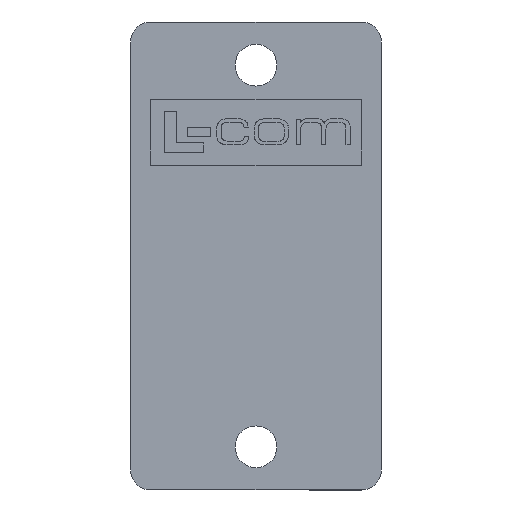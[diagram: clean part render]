
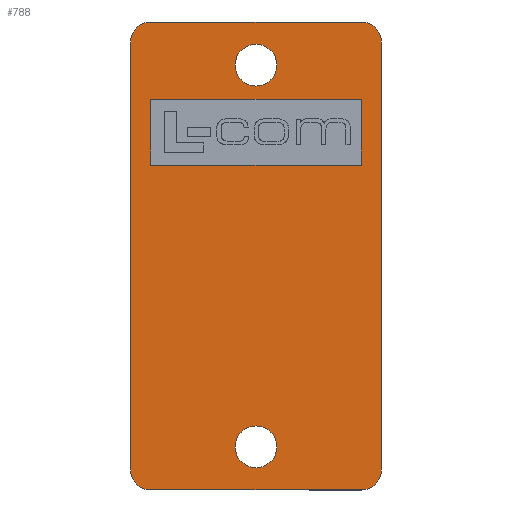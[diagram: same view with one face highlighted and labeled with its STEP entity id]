
A CAD part, top view. The second image highlights one B-rep face of the part: STEP entity #788.
In plain terms, the highlighted planar face has unit normal (0, 0, 1).
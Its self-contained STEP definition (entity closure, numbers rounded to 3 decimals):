
#5 = DIRECTION ( 'NONE',  ( 1., 0., 0. ) ) ;
#73 = EDGE_LOOP ( 'NONE', ( #522, #996, #427, #1270, #2783, #2507, #954, #1367 ) ) ;
#125 = CARTESIAN_POINT ( 'NONE',  ( 0., 14.503, 0. ) ) ;
#126 = VECTOR ( 'NONE', #3228, 1000. ) ;
#173 = EDGE_LOOP ( 'NONE', ( #2457 ) ) ;
#182 = AXIS2_PLACEMENT_3D ( 'NONE', #1799, #211, #2073 ) ;
#183 = DIRECTION ( 'NONE',  ( 1., 0., 0. ) ) ;
#190 = VERTEX_POINT ( 'NONE', #1589 ) ;
#211 = DIRECTION ( 'NONE',  ( 0., 0., 1. ) ) ;
#214 = VECTOR ( 'NONE', #2521, 1000. ) ;
#296 = VERTEX_POINT ( 'NONE', #3049 ) ;
#377 = CARTESIAN_POINT ( 'NONE',  ( -9.525, -16.256, 0. ) ) ;
#379 = VERTEX_POINT ( 'NONE', #2131 ) ;
#386 = DIRECTION ( 'NONE',  ( 1., 0., 0. ) ) ;
#393 = FACE_BOUND ( 'NONE', #3134, .T. ) ;
#407 = EDGE_CURVE ( 'NONE', #3087, #2178, #1415, .T. ) ;
#427 = ORIENTED_EDGE ( 'NONE', *, *, #1591, .T. ) ;
#432 = AXIS2_PLACEMENT_3D ( 'NONE', #3370, #1768, #183 ) ;
#463 = LINE ( 'NONE', #3331, #1871 ) ;
#464 = EDGE_CURVE ( 'NONE', #2767, #2767, #2661, .T. ) ;
#481 = DIRECTION ( 'NONE',  ( 0., 0., 1. ) ) ;
#495 = CARTESIAN_POINT ( 'NONE',  ( 9.525, 16.256, 0. ) ) ;
#522 = ORIENTED_EDGE ( 'NONE', *, *, #750, .T. ) ;
#569 = VECTOR ( 'NONE', #3398, 1000. ) ;
#582 = EDGE_CURVE ( 'NONE', #2690, #2976, #1001, .T. ) ;
#667 = CIRCLE ( 'NONE', #2879, 1.524 ) ;
#682 = CARTESIAN_POINT ( 'NONE',  ( 8.001, -17.78, 0. ) ) ;
#750 = EDGE_CURVE ( 'NONE', #3112, #3087, #2580, .T. ) ;
#788 = ADVANCED_FACE ( 'NONE', ( #393, #2424, #1719, #1794 ), #2850, .T. ) ;
#789 = DIRECTION ( 'NONE',  ( 0., -1., 0. ) ) ;
#790 = VERTEX_POINT ( 'NONE', #1262 ) ;
#833 = CARTESIAN_POINT ( 'NONE',  ( 8.001, 16.256, 0. ) ) ;
#841 = VERTEX_POINT ( 'NONE', #3151 ) ;
#854 = AXIS2_PLACEMENT_3D ( 'NONE', #1518, #3394, #1789 ) ;
#954 = ORIENTED_EDGE ( 'NONE', *, *, #1204, .T. ) ;
#955 = EDGE_CURVE ( 'NONE', #841, #2623, #463, .T. ) ;
#996 = ORIENTED_EDGE ( 'NONE', *, *, #407, .T. ) ;
#1001 = LINE ( 'NONE', #2789, #214 ) ;
#1045 = EDGE_CURVE ( 'NONE', #1990, #1990, #3031, .T. ) ;
#1093 = DIRECTION ( 'NONE',  ( -1., 0., 0. ) ) ;
#1165 = ORIENTED_EDGE ( 'NONE', *, *, #582, .F. ) ;
#1181 = CARTESIAN_POINT ( 'NONE',  ( -8., 11.9, 0. ) ) ;
#1204 = EDGE_CURVE ( 'NONE', #2623, #296, #1555, .T. ) ;
#1229 = DIRECTION ( 'NONE',  ( -1., 0., 0. ) ) ;
#1251 = VECTOR ( 'NONE', #2503, 1000. ) ;
#1262 = CARTESIAN_POINT ( 'NONE',  ( 8., 6.9, 0. ) ) ;
#1270 = ORIENTED_EDGE ( 'NONE', *, *, #3154, .T. ) ;
#1347 = LINE ( 'NONE', #2583, #569 ) ;
#1367 = ORIENTED_EDGE ( 'NONE', *, *, #2801, .T. ) ;
#1415 = LINE ( 'NONE', #2925, #2747 ) ;
#1461 = DIRECTION ( 'NONE',  ( -1., 0., 0. ) ) ;
#1498 = EDGE_CURVE ( 'NONE', #2976, #790, #2157, .T. ) ;
#1518 = CARTESIAN_POINT ( 'NONE',  ( -8.001, -16.256, 0. ) ) ;
#1528 = CARTESIAN_POINT ( 'NONE',  ( -8.001, -16.256, 0. ) ) ;
#1540 = ORIENTED_EDGE ( 'NONE', *, *, #1498, .F. ) ;
#1543 = AXIS2_PLACEMENT_3D ( 'NONE', #1528, #3401, #1803 ) ;
#1555 = CIRCLE ( 'NONE', #182, 1.524 ) ;
#1589 = CARTESIAN_POINT ( 'NONE',  ( 8., 11.9, 0. ) ) ;
#1591 = EDGE_CURVE ( 'NONE', #2178, #379, #667, .T. ) ;
#1617 = AXIS2_PLACEMENT_3D ( 'NONE', #125, #1980, #386 ) ;
#1678 = CARTESIAN_POINT ( 'NONE',  ( 1.587, 14.503, 0. ) ) ;
#1719 = FACE_BOUND ( 'NONE', #1848, .T. ) ;
#1720 = LINE ( 'NONE', #2103, #2425 ) ;
#1768 = DIRECTION ( 'NONE',  ( 0., 0., 1. ) ) ;
#1769 = AXIS2_PLACEMENT_3D ( 'NONE', #833, #2680, #1093 ) ;
#1789 = DIRECTION ( 'NONE',  ( 1., 0., 0. ) ) ;
#1791 = LINE ( 'NONE', #2804, #2332 ) ;
#1794 = FACE_OUTER_BOUND ( 'NONE', #73, .T. ) ;
#1799 = CARTESIAN_POINT ( 'NONE',  ( -8.001, 16.256, 0. ) ) ;
#1803 = DIRECTION ( 'NONE',  ( 1., 0., 0. ) ) ;
#1848 = EDGE_LOOP ( 'NONE', ( #3311 ) ) ;
#1871 = VECTOR ( 'NONE', #1461, 1000. ) ;
#1896 = CARTESIAN_POINT ( 'NONE',  ( -8., 6.9, 0. ) ) ;
#1955 = CARTESIAN_POINT ( 'NONE',  ( -8., 6.9, 0. ) ) ;
#1959 = CARTESIAN_POINT ( 'NONE',  ( 1.588, -14.503, 0. ) ) ;
#1980 = DIRECTION ( 'NONE',  ( 0., 0., 1. ) ) ;
#1981 = CARTESIAN_POINT ( 'NONE',  ( 9.525, 16.256, 0. ) ) ;
#1990 = VERTEX_POINT ( 'NONE', #1959 ) ;
#2066 = CARTESIAN_POINT ( 'NONE',  ( 8.001, -16.256, 0. ) ) ;
#2073 = DIRECTION ( 'NONE',  ( 1., 0., 0. ) ) ;
#2103 = CARTESIAN_POINT ( 'NONE',  ( -9.525, 16.256, 0. ) ) ;
#2131 = CARTESIAN_POINT ( 'NONE',  ( 9.525, -16.256, 0. ) ) ;
#2157 = LINE ( 'NONE', #1896, #126 ) ;
#2178 = VERTEX_POINT ( 'NONE', #682 ) ;
#2277 = ORIENTED_EDGE ( 'NONE', *, *, #2292, .F. ) ;
#2292 = EDGE_CURVE ( 'NONE', #790, #190, #1347, .T. ) ;
#2329 = DIRECTION ( 'NONE',  ( 1., 0., 0. ) ) ;
#2332 = VECTOR ( 'NONE', #1229, 1000. ) ;
#2424 = FACE_BOUND ( 'NONE', #173, .T. ) ;
#2425 = VECTOR ( 'NONE', #789, 1000. ) ;
#2457 = ORIENTED_EDGE ( 'NONE', *, *, #1045, .F. ) ;
#2503 = DIRECTION ( 'NONE',  ( 0., 1., 0. ) ) ;
#2507 = ORIENTED_EDGE ( 'NONE', *, *, #955, .T. ) ;
#2521 = DIRECTION ( 'NONE',  ( 0., -1., 0. ) ) ;
#2580 = CIRCLE ( 'NONE', #854, 1.524 ) ;
#2583 = CARTESIAN_POINT ( 'NONE',  ( 8., 11.9, 0. ) ) ;
#2623 = VERTEX_POINT ( 'NONE', #3010 ) ;
#2661 = CIRCLE ( 'NONE', #1617, 1.587 ) ;
#2680 = DIRECTION ( 'NONE',  ( 0., 0., 1. ) ) ;
#2690 = VERTEX_POINT ( 'NONE', #1181 ) ;
#2738 = VERTEX_POINT ( 'NONE', #495 ) ;
#2745 = CARTESIAN_POINT ( 'NONE',  ( -8.001, -17.78, 0. ) ) ;
#2747 = VECTOR ( 'NONE', #5, 1000. ) ;
#2767 = VERTEX_POINT ( 'NONE', #1678 ) ;
#2783 = ORIENTED_EDGE ( 'NONE', *, *, #2843, .T. ) ;
#2789 = CARTESIAN_POINT ( 'NONE',  ( -8., 11.9, 0. ) ) ;
#2793 = CIRCLE ( 'NONE', #1769, 1.524 ) ;
#2801 = EDGE_CURVE ( 'NONE', #296, #3112, #1720, .T. ) ;
#2804 = CARTESIAN_POINT ( 'NONE',  ( -8., 11.9, 0. ) ) ;
#2843 = EDGE_CURVE ( 'NONE', #2738, #841, #2793, .T. ) ;
#2850 = PLANE ( 'NONE',  #1543 ) ;
#2879 = AXIS2_PLACEMENT_3D ( 'NONE', #2066, #481, #2329 ) ;
#2925 = CARTESIAN_POINT ( 'NONE',  ( -8.001, -17.78, 0. ) ) ;
#2976 = VERTEX_POINT ( 'NONE', #1955 ) ;
#3010 = CARTESIAN_POINT ( 'NONE',  ( -8.001, 17.78, 0. ) ) ;
#3031 = CIRCLE ( 'NONE', #432, 1.587 ) ;
#3049 = CARTESIAN_POINT ( 'NONE',  ( -9.525, 16.256, 0. ) ) ;
#3087 = VERTEX_POINT ( 'NONE', #2745 ) ;
#3112 = VERTEX_POINT ( 'NONE', #377 ) ;
#3134 = EDGE_LOOP ( 'NONE', ( #1165, #3165, #2277, #1540 ) ) ;
#3151 = CARTESIAN_POINT ( 'NONE',  ( 8.001, 17.78, 0. ) ) ;
#3154 = EDGE_CURVE ( 'NONE', #379, #2738, #3383, .T. ) ;
#3165 = ORIENTED_EDGE ( 'NONE', *, *, #3251, .F. ) ;
#3228 = DIRECTION ( 'NONE',  ( 1., 0., 0. ) ) ;
#3251 = EDGE_CURVE ( 'NONE', #190, #2690, #1791, .T. ) ;
#3311 = ORIENTED_EDGE ( 'NONE', *, *, #464, .F. ) ;
#3331 = CARTESIAN_POINT ( 'NONE',  ( -8.001, 17.78, 0. ) ) ;
#3370 = CARTESIAN_POINT ( 'NONE',  ( 0., -14.503, 0. ) ) ;
#3383 = LINE ( 'NONE', #1981, #1251 ) ;
#3394 = DIRECTION ( 'NONE',  ( 0., 0., 1. ) ) ;
#3398 = DIRECTION ( 'NONE',  ( 0., 1., 0. ) ) ;
#3401 = DIRECTION ( 'NONE',  ( 0., 0., 1. ) ) ;
